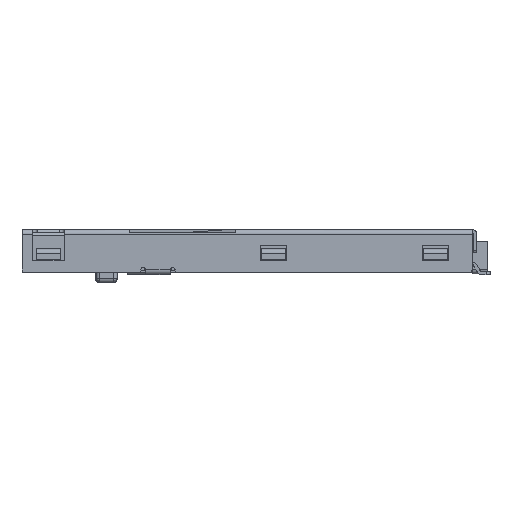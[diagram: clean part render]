
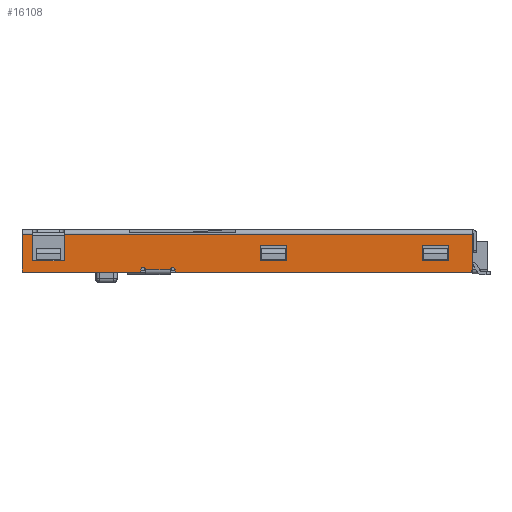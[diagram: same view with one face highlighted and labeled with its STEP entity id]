
A CAD part, left-side view. The second image highlights one B-rep face of the part: STEP entity #16108.
In plain terms, the highlighted planar face has unit normal (-1, 0, 0).
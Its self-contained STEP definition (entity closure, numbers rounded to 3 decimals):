
#569=CIRCLE('',#18550,0.15);
#570=CIRCLE('',#18551,0.15);
#571=CIRCLE('',#18552,0.15);
#572=CIRCLE('',#18553,0.15);
#4358=ORIENTED_EDGE('',*,*,#7247,.T.);
#4359=ORIENTED_EDGE('',*,*,#7248,.T.);
#4360=ORIENTED_EDGE('',*,*,#7249,.T.);
#4361=ORIENTED_EDGE('',*,*,#7250,.T.);
#4362=ORIENTED_EDGE('',*,*,#7251,.T.);
#4363=ORIENTED_EDGE('',*,*,#7252,.T.);
#4364=ORIENTED_EDGE('',*,*,#7196,.T.);
#4365=ORIENTED_EDGE('',*,*,#7253,.T.);
#4366=ORIENTED_EDGE('',*,*,#7254,.F.);
#4367=ORIENTED_EDGE('',*,*,#7255,.F.);
#4368=ORIENTED_EDGE('',*,*,#7256,.F.);
#4369=ORIENTED_EDGE('',*,*,#7257,.T.);
#4370=ORIENTED_EDGE('',*,*,#7258,.T.);
#4371=ORIENTED_EDGE('',*,*,#7259,.T.);
#4372=ORIENTED_EDGE('',*,*,#7260,.T.);
#4373=ORIENTED_EDGE('',*,*,#7261,.F.);
#4374=ORIENTED_EDGE('',*,*,#7262,.F.);
#4375=ORIENTED_EDGE('',*,*,#7263,.T.);
#4376=ORIENTED_EDGE('',*,*,#7264,.T.);
#4377=ORIENTED_EDGE('',*,*,#7265,.T.);
#4378=ORIENTED_EDGE('',*,*,#7266,.T.);
#4379=ORIENTED_EDGE('',*,*,#7267,.T.);
#4380=ORIENTED_EDGE('',*,*,#7268,.T.);
#4381=ORIENTED_EDGE('',*,*,#7269,.T.);
#7196=EDGE_CURVE('',#8907,#8908,#10805,.T.);
#7247=EDGE_CURVE('',#8957,#8958,#10850,.T.);
#7248=EDGE_CURVE('',#8958,#8959,#10851,.T.);
#7249=EDGE_CURVE('',#8959,#8960,#10852,.T.);
#7250=EDGE_CURVE('',#8960,#8957,#10853,.T.);
#7251=EDGE_CURVE('',#8961,#8962,#10854,.T.);
#7252=EDGE_CURVE('',#8962,#8907,#569,.T.);
#7253=EDGE_CURVE('',#8908,#8963,#10855,.T.);
#7254=EDGE_CURVE('',#8964,#8963,#10856,.T.);
#7255=EDGE_CURVE('',#8965,#8964,#10857,.T.);
#7256=EDGE_CURVE('',#8966,#8965,#10858,.T.);
#7257=EDGE_CURVE('',#8966,#8967,#10859,.T.);
#7258=EDGE_CURVE('',#8967,#8968,#10860,.T.);
#7259=EDGE_CURVE('',#8968,#8969,#570,.T.);
#7260=EDGE_CURVE('',#8969,#8970,#10861,.T.);
#7261=EDGE_CURVE('',#8971,#8970,#10862,.T.);
#7262=EDGE_CURVE('',#8972,#8971,#571,.T.);
#7263=EDGE_CURVE('',#8972,#8973,#10863,.T.);
#7264=EDGE_CURVE('',#8973,#8974,#572,.T.);
#7265=EDGE_CURVE('',#8974,#8961,#10864,.T.);
#7266=EDGE_CURVE('',#8975,#8976,#10865,.T.);
#7267=EDGE_CURVE('',#8976,#8977,#10866,.T.);
#7268=EDGE_CURVE('',#8977,#8978,#10867,.T.);
#7269=EDGE_CURVE('',#8978,#8975,#10868,.T.);
#8907=VERTEX_POINT('',#29020);
#8908=VERTEX_POINT('',#29021);
#8957=VERTEX_POINT('',#29124);
#8958=VERTEX_POINT('',#29125);
#8959=VERTEX_POINT('',#29127);
#8960=VERTEX_POINT('',#29129);
#8961=VERTEX_POINT('',#29132);
#8962=VERTEX_POINT('',#29133);
#8963=VERTEX_POINT('',#29136);
#8964=VERTEX_POINT('',#29138);
#8965=VERTEX_POINT('',#29140);
#8966=VERTEX_POINT('',#29142);
#8967=VERTEX_POINT('',#29144);
#8968=VERTEX_POINT('',#29146);
#8969=VERTEX_POINT('',#29148);
#8970=VERTEX_POINT('',#29150);
#8971=VERTEX_POINT('',#29152);
#8972=VERTEX_POINT('',#29154);
#8973=VERTEX_POINT('',#29156);
#8974=VERTEX_POINT('',#29158);
#8975=VERTEX_POINT('',#29161);
#8976=VERTEX_POINT('',#29162);
#8977=VERTEX_POINT('',#29164);
#8978=VERTEX_POINT('',#29166);
#10805=LINE('',#29019,#12748);
#10850=LINE('',#29123,#12793);
#10851=LINE('',#29126,#12794);
#10852=LINE('',#29128,#12795);
#10853=LINE('',#29130,#12796);
#10854=LINE('',#29131,#12797);
#10855=LINE('',#29135,#12798);
#10856=LINE('',#29137,#12799);
#10857=LINE('',#29139,#12800);
#10858=LINE('',#29141,#12801);
#10859=LINE('',#29143,#12802);
#10860=LINE('',#29145,#12803);
#10861=LINE('',#29149,#12804);
#10862=LINE('',#29151,#12805);
#10863=LINE('',#29155,#12806);
#10864=LINE('',#29159,#12807);
#10865=LINE('',#29160,#12808);
#10866=LINE('',#29163,#12809);
#10867=LINE('',#29165,#12810);
#10868=LINE('',#29167,#12811);
#12748=VECTOR('',#22119,1000.);
#12793=VECTOR('',#22182,1000.);
#12794=VECTOR('',#22183,1000.);
#12795=VECTOR('',#22184,1000.);
#12796=VECTOR('',#22185,1000.);
#12797=VECTOR('',#22186,1000.);
#12798=VECTOR('',#22189,1000.);
#12799=VECTOR('',#22190,1000.);
#12800=VECTOR('',#22191,1000.);
#12801=VECTOR('',#22192,1000.);
#12802=VECTOR('',#22193,1000.);
#12803=VECTOR('',#22194,1000.);
#12804=VECTOR('',#22197,1000.);
#12805=VECTOR('',#22198,1000.);
#12806=VECTOR('',#22201,1000.);
#12807=VECTOR('',#22204,1000.);
#12808=VECTOR('',#22205,1000.);
#12809=VECTOR('',#22206,1000.);
#12810=VECTOR('',#22207,1000.);
#12811=VECTOR('',#22208,1000.);
#13802=EDGE_LOOP('',(#4358,#4359,#4360,#4361));
#13803=EDGE_LOOP('',(#4362,#4363,#4364,#4365,#4366,#4367,#4368,#4369,#4370,
#4371,#4372,#4373,#4374,#4375,#4376,#4377));
#13804=EDGE_LOOP('',(#4378,#4379,#4380,#4381));
#14679=FACE_BOUND('',#13802,.T.);
#14680=FACE_BOUND('',#13803,.T.);
#14681=FACE_BOUND('',#13804,.T.);
#15368=PLANE('',#18549);
#16108=ADVANCED_FACE('',(#14679,#14680,#14681),#15368,.T.);
#18549=AXIS2_PLACEMENT_3D('',#29122,#22180,#22181);
#18550=AXIS2_PLACEMENT_3D('',#29134,#22187,#22188);
#18551=AXIS2_PLACEMENT_3D('',#29147,#22195,#22196);
#18552=AXIS2_PLACEMENT_3D('',#29153,#22199,#22200);
#18553=AXIS2_PLACEMENT_3D('',#29157,#22202,#22203);
#22119=DIRECTION('',(0.,0.,1.));
#22180=DIRECTION('',(-1.,0.,0.));
#22181=DIRECTION('',(0.,0.,1.));
#22182=DIRECTION('',(0.,1.,0.));
#22183=DIRECTION('',(0.,0.,1.));
#22184=DIRECTION('',(0.,-1.,0.));
#22185=DIRECTION('',(0.,0.,-1.));
#22186=DIRECTION('',(0.,-1.,0.));
#22187=DIRECTION('',(-1.,0.,0.));
#22188=DIRECTION('',(0.,0.,1.));
#22189=DIRECTION('',(0.,1.,0.));
#22190=DIRECTION('',(0.,0.,1.));
#22191=DIRECTION('',(0.,-1.,0.));
#22192=DIRECTION('',(0.,0.,-1.));
#22193=DIRECTION('',(0.,1.,0.));
#22194=DIRECTION('',(0.,0.,-1.));
#22195=DIRECTION('',(-1.,0.,0.));
#22196=DIRECTION('',(0.,0.,1.));
#22197=DIRECTION('',(0.,-1.,0.));
#22198=DIRECTION('',(0.,0.,-1.));
#22199=DIRECTION('',(-1.,0.,0.));
#22200=DIRECTION('',(0.,-1.,0.));
#22201=DIRECTION('',(0.,-1.,0.));
#22202=DIRECTION('',(1.,0.,0.));
#22203=DIRECTION('',(0.,1.,0.));
#22204=DIRECTION('',(0.,0.,-1.));
#22205=DIRECTION('',(0.,1.,0.));
#22206=DIRECTION('',(0.,0.,1.));
#22207=DIRECTION('',(0.,-1.,0.));
#22208=DIRECTION('',(0.,0.,-1.));
#29019=CARTESIAN_POINT('',(-15.09,-10.175,-0.17));
#29020=CARTESIAN_POINT('',(-15.09,-10.175,-2.6));
#29021=CARTESIAN_POINT('',(-15.09,-10.175,-0.3));
#29122=CARTESIAN_POINT('',(-15.09,0.,0.));
#29123=CARTESIAN_POINT('',(-15.09,-8.675,-2.));
#29124=CARTESIAN_POINT('',(-15.09,-8.675,-2.));
#29125=CARTESIAN_POINT('',(-15.09,-6.975,-2.));
#29126=CARTESIAN_POINT('',(-15.09,-6.975,-2.));
#29127=CARTESIAN_POINT('',(-15.09,-6.975,-1.));
#29128=CARTESIAN_POINT('',(-15.09,-6.975,-1.));
#29129=CARTESIAN_POINT('',(-15.09,-8.675,-1.));
#29130=CARTESIAN_POINT('',(-15.09,-8.675,-1.));
#29131=CARTESIAN_POINT('',(-15.09,18.725,-2.75));
#29132=CARTESIAN_POINT('',(-15.09,8.895,-2.75));
#29133=CARTESIAN_POINT('',(-15.09,-10.025,-2.75));
#29134=CARTESIAN_POINT('',(-15.09,-10.025,-2.6));
#29135=CARTESIAN_POINT('',(-15.09,-10.175,-0.3));
#29136=CARTESIAN_POINT('',(-15.09,16.025,-0.3));
#29137=CARTESIAN_POINT('',(-15.09,16.025,-2.));
#29138=CARTESIAN_POINT('',(-15.09,16.025,-2.));
#29139=CARTESIAN_POINT('',(-15.09,18.025,-2.));
#29140=CARTESIAN_POINT('',(-15.09,18.025,-2.));
#29141=CARTESIAN_POINT('',(-15.09,18.025,0.));
#29142=CARTESIAN_POINT('',(-15.09,18.025,-0.3));
#29143=CARTESIAN_POINT('',(-15.09,-10.175,-0.3));
#29144=CARTESIAN_POINT('',(-15.09,18.725,-0.3));
#29145=CARTESIAN_POINT('',(-15.09,18.725,-0.17));
#29146=CARTESIAN_POINT('',(-15.09,18.725,-2.6));
#29147=CARTESIAN_POINT('',(-15.09,18.575,-2.6));
#29148=CARTESIAN_POINT('',(-15.09,18.575,-2.75));
#29149=CARTESIAN_POINT('',(-15.09,18.725,-2.75));
#29150=CARTESIAN_POINT('',(-15.09,11.095,-2.75));
#29151=CARTESIAN_POINT('',(-15.09,11.095,-2.895));
#29152=CARTESIAN_POINT('',(-15.09,11.095,-2.595));
#29153=CARTESIAN_POINT('',(-15.09,10.945,-2.595));
#29154=CARTESIAN_POINT('',(-15.09,10.795,-2.595));
#29155=CARTESIAN_POINT('',(-15.09,10.795,-2.595));
#29156=CARTESIAN_POINT('',(-15.09,9.195,-2.595));
#29157=CARTESIAN_POINT('',(-15.09,9.045,-2.595));
#29158=CARTESIAN_POINT('',(-15.09,8.895,-2.595));
#29159=CARTESIAN_POINT('',(-15.09,8.895,-2.895));
#29160=CARTESIAN_POINT('',(-15.09,1.725,-2.));
#29161=CARTESIAN_POINT('',(-15.09,1.725,-2.));
#29162=CARTESIAN_POINT('',(-15.09,3.425,-2.));
#29163=CARTESIAN_POINT('',(-15.09,3.425,-2.));
#29164=CARTESIAN_POINT('',(-15.09,3.425,-1.));
#29165=CARTESIAN_POINT('',(-15.09,3.425,-1.));
#29166=CARTESIAN_POINT('',(-15.09,1.725,-1.));
#29167=CARTESIAN_POINT('',(-15.09,1.725,-1.));
